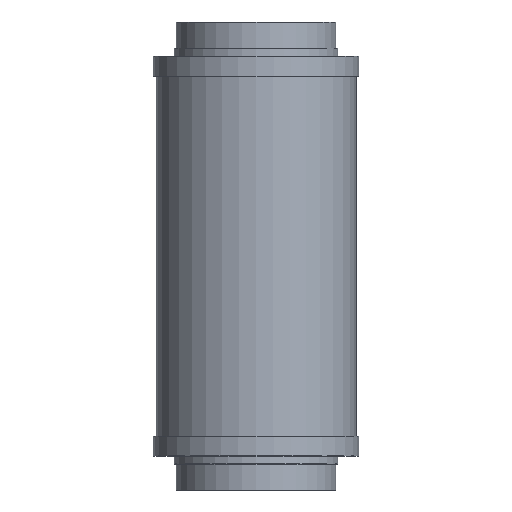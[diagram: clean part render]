
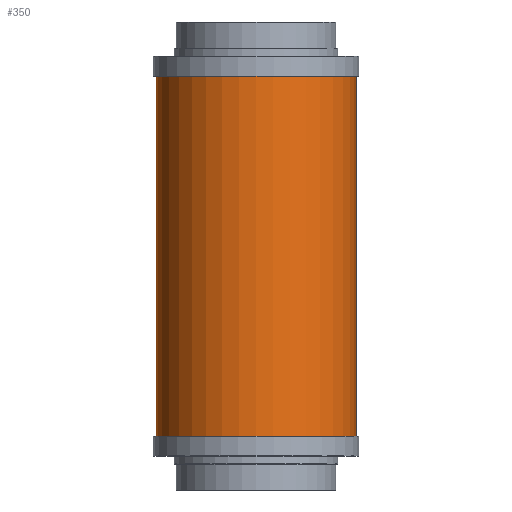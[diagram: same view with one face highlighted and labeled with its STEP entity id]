
A CAD part, front view. The second image highlights one B-rep face of the part: STEP entity #350.
In plain terms, the highlighted cylindrical face has radius 250 mm (diameter 500 mm), a partial arc.
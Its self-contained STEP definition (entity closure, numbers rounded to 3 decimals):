
#349 = EDGE_CURVE ( 'NONE', #369, #376, #1100, .T. ) ;
#350 = ADVANCED_FACE ( 'NONE', ( #1093 ), #1091, .T. ) ;
#351 = EDGE_LOOP ( 'NONE', ( #352, #353, #355, #356 ) ) ;
#352 = ORIENTED_EDGE ( 'NONE', *, *, #372, .F. ) ;
#353 = ORIENTED_EDGE ( 'NONE', *, *, #354, .T. ) ;
#354 = EDGE_CURVE ( 'NONE', #370, #369, #1092, .T. ) ;
#355 = ORIENTED_EDGE ( 'NONE', *, *, #349, .T. ) ;
#356 = ORIENTED_EDGE ( 'NONE', *, *, #357, .F. ) ;
#357 = EDGE_CURVE ( 'NONE', #373, #376, #1082, .T. ) ;
#369 = VERTEX_POINT ( 'NONE', #1119 ) ;
#370 = VERTEX_POINT ( 'NONE', #1118 ) ;
#372 = EDGE_CURVE ( 'NONE', #370, #373, #1117, .T. ) ;
#373 = VERTEX_POINT ( 'NONE', #1113 ) ;
#376 = VERTEX_POINT ( 'NONE', #1112 ) ;
#1078 = DIRECTION ( 'NONE',  ( -1., 0., 0. ) ) ;
#1079 = DIRECTION ( 'NONE',  ( 0., 0., -1. ) ) ;
#1080 = CARTESIAN_POINT ( 'NONE',  ( 0., 0., -499. ) ) ;
#1081 = AXIS2_PLACEMENT_3D ( 'NONE', #1080, #1079, #1078 ) ;
#1082 = CIRCLE ( 'NONE', #1081, 250. ) ;
#1083 = DIRECTION ( 'NONE',  ( -1., 0., 0. ) ) ;
#1084 = DIRECTION ( 'NONE',  ( 0., 0., -1. ) ) ;
#1085 = CARTESIAN_POINT ( 'NONE',  ( 0., 0., 499. ) ) ;
#1086 = AXIS2_PLACEMENT_3D ( 'NONE', #1085, #1084, #1083 ) ;
#1087 = DIRECTION ( 'NONE',  ( -1., 0., 0. ) ) ;
#1088 = DIRECTION ( 'NONE',  ( 0., 0., -1. ) ) ;
#1089 = CARTESIAN_POINT ( 'NONE',  ( 0., 0., 0. ) ) ;
#1090 = AXIS2_PLACEMENT_3D ( 'NONE', #1089, #1088, #1087 ) ;
#1091 = CYLINDRICAL_SURFACE ( 'NONE', #1090, 250. ) ;
#1092 = CIRCLE ( 'NONE', #1086, 250. ) ;
#1093 = FACE_OUTER_BOUND ( 'NONE', #351, .T. ) ;
#1094 = DIRECTION ( 'NONE',  ( 0., 0., -1. ) ) ;
#1095 = VECTOR ( 'NONE', #1094, 1000. ) ;
#1096 = CARTESIAN_POINT ( 'NONE',  ( -250., 0., 0. ) ) ;
#1100 = LINE ( 'NONE', #1096, #1095 ) ;
#1112 = CARTESIAN_POINT ( 'NONE',  ( -250., 0., -499. ) ) ;
#1113 = CARTESIAN_POINT ( 'NONE',  ( 250., 0., -499. ) ) ;
#1114 = DIRECTION ( 'NONE',  ( 0., 0., -1. ) ) ;
#1115 = VECTOR ( 'NONE', #1114, 1000. ) ;
#1116 = CARTESIAN_POINT ( 'NONE',  ( 250., 0., 0. ) ) ;
#1117 = LINE ( 'NONE', #1116, #1115 ) ;
#1118 = CARTESIAN_POINT ( 'NONE',  ( 250., 0., 499. ) ) ;
#1119 = CARTESIAN_POINT ( 'NONE',  ( -250., 0., 499. ) ) ;
